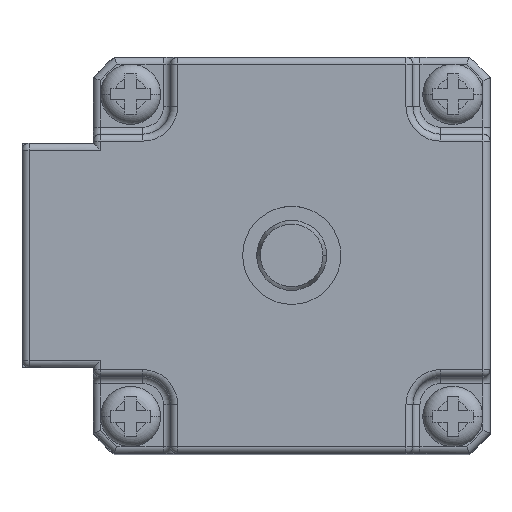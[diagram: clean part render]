
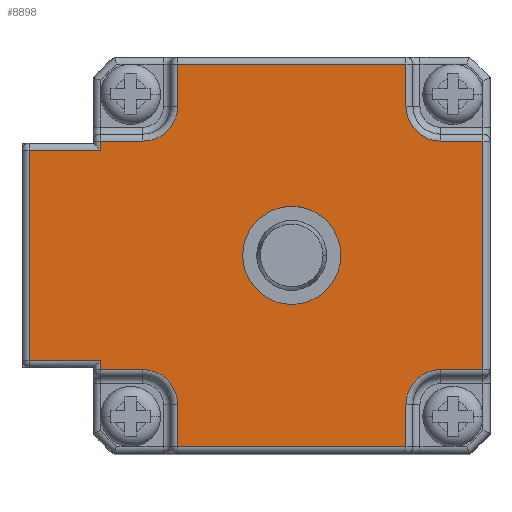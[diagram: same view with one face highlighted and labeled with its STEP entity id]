
A CAD part, top view. The second image highlights one B-rep face of the part: STEP entity #8898.
In plain terms, the highlighted planar face has unit normal (0, 0, 1).
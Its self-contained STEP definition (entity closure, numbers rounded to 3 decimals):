
#463=DIRECTION('',(0.,1.,0.));
#464=VECTOR('',#463,16.3);
#465=CARTESIAN_POINT('',(27.8,-22.3,51.));
#466=LINE('',#465,#464);
#486=DIRECTION('',(1.,0.,0.));
#487=VECTOR('',#486,3.);
#488=CARTESIAN_POINT('',(24.8,-22.3,51.));
#489=LINE('',#488,#487);
#509=DIRECTION('',(0.,1.,0.));
#510=VECTOR('',#509,3.);
#511=CARTESIAN_POINT('',(22.3,-27.8,51.));
#512=LINE('',#511,#510);
#532=DIRECTION('',(1.,0.,0.));
#533=VECTOR('',#532,16.3);
#534=CARTESIAN_POINT('',(6.,-27.8,51.));
#535=LINE('',#534,#533);
#1668=DIRECTION('',(-1.,0.,0.));
#1669=VECTOR('',#1668,16.3);
#1670=CARTESIAN_POINT('',(22.3,-0.5,51.));
#1671=LINE('',#1670,#1669);
#1695=DIRECTION('',(0.,1.,0.));
#1696=VECTOR('',#1695,3.);
#1697=CARTESIAN_POINT('',(22.3,-3.5,51.));
#1698=LINE('',#1697,#1696);
#1711=DIRECTION('',(-1.,0.,0.));
#1712=VECTOR('',#1711,3.);
#1713=CARTESIAN_POINT('',(27.8,-6.,51.));
#1714=LINE('',#1713,#1712);
#1730=CARTESIAN_POINT('',(3.5,-3.5,51.));
#1731=DIRECTION('',(0.,0.,1.));
#1732=DIRECTION('',(0.,-1.,0.));
#1733=AXIS2_PLACEMENT_3D('',#1730,#1731,#1732);
#1735=CARTESIAN_POINT('',(24.8,-3.5,51.));
#1736=DIRECTION('',(0.,0.,1.));
#1737=DIRECTION('',(-1.,0.,0.));
#1738=AXIS2_PLACEMENT_3D('',#1735,#1736,#1737);
#1740=CARTESIAN_POINT('',(24.8,-24.8,51.));
#1741=DIRECTION('',(0.,0.,1.));
#1742=DIRECTION('',(0.,1.,0.));
#1743=AXIS2_PLACEMENT_3D('',#1740,#1741,#1742);
#1745=CARTESIAN_POINT('',(3.5,-24.8,51.));
#1746=DIRECTION('',(0.,0.,1.));
#1747=DIRECTION('',(1.,0.,0.));
#1748=AXIS2_PLACEMENT_3D('',#1745,#1746,#1747);
#1750=CARTESIAN_POINT('',(14.15,-14.15,51.));
#1751=DIRECTION('',(0.,0.,1.));
#1752=DIRECTION('',(1.,0.,0.));
#1753=AXIS2_PLACEMENT_3D('',#1750,#1751,#1752);
#1755=CARTESIAN_POINT('',(14.15,-14.15,51.));
#1756=DIRECTION('',(0.,0.,1.));
#1757=DIRECTION('',(-1.,0.,0.));
#1758=AXIS2_PLACEMENT_3D('',#1755,#1756,#1757);
#1764=DIRECTION('',(1.,0.,0.));
#1765=VECTOR('',#1764,3.);
#1766=CARTESIAN_POINT('',(0.5,-22.3,51.));
#1767=LINE('',#1766,#1765);
#1787=DIRECTION('',(0.,-1.,0.));
#1788=VECTOR('',#1787,3.);
#1789=CARTESIAN_POINT('',(6.,-24.8,51.));
#1790=LINE('',#1789,#1788);
#1822=DIRECTION('',(0.,-1.,0.));
#1823=VECTOR('',#1822,0.65);
#1824=CARTESIAN_POINT('',(0.5,-21.65,51.));
#1825=LINE('',#1824,#1823);
#1830=DIRECTION('',(1.,0.,0.));
#1831=VECTOR('',#1830,5.1);
#1832=CARTESIAN_POINT('',(-4.6,-21.65,51.));
#1833=LINE('',#1832,#1831);
#1862=DIRECTION('',(0.,-1.,0.));
#1863=VECTOR('',#1862,15.);
#1864=CARTESIAN_POINT('',(-4.6,-6.65,51.));
#1865=LINE('',#1864,#1863);
#1885=DIRECTION('',(-1.,0.,0.));
#1886=VECTOR('',#1885,5.1);
#1887=CARTESIAN_POINT('',(0.5,-6.65,51.));
#1888=LINE('',#1887,#1886);
#1893=DIRECTION('',(0.,-1.,0.));
#1894=VECTOR('',#1893,0.65);
#1895=CARTESIAN_POINT('',(0.5,-6.,51.));
#1896=LINE('',#1895,#1894);
#1925=DIRECTION('',(-1.,0.,0.));
#1926=VECTOR('',#1925,3.);
#1927=CARTESIAN_POINT('',(3.5,-6.,51.));
#1928=LINE('',#1927,#1926);
#1948=DIRECTION('',(0.,-1.,0.));
#1949=VECTOR('',#1948,3.);
#1950=CARTESIAN_POINT('',(6.,-0.5,51.));
#1951=LINE('',#1950,#1949);
#5283=CARTESIAN_POINT('',(27.8,-6.,51.));
#5284=VERTEX_POINT('',#5283);
#5285=CARTESIAN_POINT('',(27.8,-22.3,51.));
#5286=VERTEX_POINT('',#5285);
#5287=CARTESIAN_POINT('',(24.8,-22.3,51.));
#5288=VERTEX_POINT('',#5287);
#5289=CARTESIAN_POINT('',(22.3,-24.8,51.));
#5290=VERTEX_POINT('',#5289);
#5291=CARTESIAN_POINT('',(22.3,-27.8,51.));
#5292=VERTEX_POINT('',#5291);
#5293=CARTESIAN_POINT('',(6.,-27.8,51.));
#5294=VERTEX_POINT('',#5293);
#5645=CARTESIAN_POINT('',(6.,-0.5,51.));
#5646=VERTEX_POINT('',#5645);
#5647=CARTESIAN_POINT('',(22.3,-0.5,51.));
#5648=VERTEX_POINT('',#5647);
#5653=CARTESIAN_POINT('',(22.3,-3.5,51.));
#5654=VERTEX_POINT('',#5653);
#5661=CARTESIAN_POINT('',(24.8,-6.,51.));
#5662=VERTEX_POINT('',#5661);
#5663=CARTESIAN_POINT('',(0.5,-22.3,51.));
#5664=CARTESIAN_POINT('',(3.5,-22.3,51.));
#5665=VERTEX_POINT('',#5663);
#5666=VERTEX_POINT('',#5664);
#5667=CARTESIAN_POINT('',(0.5,-21.65,51.));
#5668=VERTEX_POINT('',#5667);
#5669=CARTESIAN_POINT('',(-4.6,-21.65,51.));
#5670=VERTEX_POINT('',#5669);
#5671=CARTESIAN_POINT('',(-4.6,-6.65,51.));
#5672=VERTEX_POINT('',#5671);
#5673=CARTESIAN_POINT('',(0.5,-6.65,51.));
#5674=VERTEX_POINT('',#5673);
#5675=CARTESIAN_POINT('',(0.5,-6.,51.));
#5676=VERTEX_POINT('',#5675);
#5677=CARTESIAN_POINT('',(3.5,-6.,51.));
#5678=VERTEX_POINT('',#5677);
#5679=CARTESIAN_POINT('',(6.,-3.5,51.));
#5680=VERTEX_POINT('',#5679);
#5681=CARTESIAN_POINT('',(6.,-24.8,51.));
#5682=VERTEX_POINT('',#5681);
#5683=CARTESIAN_POINT('',(17.65,-14.15,51.));
#5684=CARTESIAN_POINT('',(10.65,-14.15,51.));
#5685=VERTEX_POINT('',#5683);
#5686=VERTEX_POINT('',#5684);
#8854=CARTESIAN_POINT('',(14.15,-14.15,51.));
#8855=DIRECTION('',(0.,0.,1.));
#8856=DIRECTION('',(1.,0.,0.));
#8857=AXIS2_PLACEMENT_3D('',#8854,#8855,#8856);
#8858=PLANE('',#8857);
#8860=ORIENTED_EDGE('',*,*,#8859,.F.);
#8862=ORIENTED_EDGE('',*,*,#8861,.F.);
#8864=ORIENTED_EDGE('',*,*,#8863,.F.);
#8866=ORIENTED_EDGE('',*,*,#8865,.F.);
#8868=ORIENTED_EDGE('',*,*,#8867,.F.);
#8870=ORIENTED_EDGE('',*,*,#8869,.F.);
#8872=ORIENTED_EDGE('',*,*,#8871,.F.);
#8874=ORIENTED_EDGE('',*,*,#8873,.T.);
#8876=ORIENTED_EDGE('',*,*,#8875,.F.);
#8877=ORIENTED_EDGE('',*,*,#8748,.F.);
#8878=ORIENTED_EDGE('',*,*,#8778,.F.);
#8879=ORIENTED_EDGE('',*,*,#8849,.T.);
#8880=ORIENTED_EDGE('',*,*,#8836,.F.);
#8881=ORIENTED_EDGE('',*,*,#7098,.F.);
#8882=ORIENTED_EDGE('',*,*,#7124,.F.);
#8883=ORIENTED_EDGE('',*,*,#7138,.T.);
#8884=ORIENTED_EDGE('',*,*,#7152,.F.);
#8885=ORIENTED_EDGE('',*,*,#7178,.F.);
#8887=ORIENTED_EDGE('',*,*,#8886,.F.);
#8889=ORIENTED_EDGE('',*,*,#8888,.T.);
#8890=EDGE_LOOP('',(#8860,#8862,#8864,#8866,#8868,#8870,#8872,#8874,#8876,#8877,
#8878,#8879,#8880,#8881,#8882,#8883,#8884,#8885,#8887,#8889));
#8891=FACE_OUTER_BOUND('',#8890,.F.);
#8893=ORIENTED_EDGE('',*,*,#8892,.T.);
#8895=ORIENTED_EDGE('',*,*,#8894,.T.);
#8896=EDGE_LOOP('',(#8893,#8895));
#8897=FACE_BOUND('',#8896,.F.);
#8898=ADVANCED_FACE('',(#8891,#8897),#8858,.T.);
#1734=CIRCLE('',#1733,2.5);
#1739=CIRCLE('',#1738,2.5);
#1744=CIRCLE('',#1743,2.5);
#1749=CIRCLE('',#1748,2.5);
#1754=CIRCLE('',#1753,3.5);
#1759=CIRCLE('',#1758,3.5);
#7098=EDGE_CURVE('',#5286,#5284,#466,.T.);
#7124=EDGE_CURVE('',#5288,#5286,#489,.T.);
#7138=EDGE_CURVE('',#5288,#5290,#1744,.T.);
#7152=EDGE_CURVE('',#5292,#5290,#512,.T.);
#7178=EDGE_CURVE('',#5294,#5292,#535,.T.);
#8748=EDGE_CURVE('',#5648,#5646,#1671,.T.);
#8778=EDGE_CURVE('',#5654,#5648,#1698,.T.);
#8836=EDGE_CURVE('',#5284,#5662,#1714,.T.);
#8849=EDGE_CURVE('',#5654,#5662,#1739,.T.);
#8859=EDGE_CURVE('',#5665,#5666,#1767,.T.);
#8861=EDGE_CURVE('',#5668,#5665,#1825,.T.);
#8863=EDGE_CURVE('',#5670,#5668,#1833,.T.);
#8865=EDGE_CURVE('',#5672,#5670,#1865,.T.);
#8867=EDGE_CURVE('',#5674,#5672,#1888,.T.);
#8869=EDGE_CURVE('',#5676,#5674,#1896,.T.);
#8871=EDGE_CURVE('',#5678,#5676,#1928,.T.);
#8873=EDGE_CURVE('',#5678,#5680,#1734,.T.);
#8875=EDGE_CURVE('',#5646,#5680,#1951,.T.);
#8886=EDGE_CURVE('',#5682,#5294,#1790,.T.);
#8888=EDGE_CURVE('',#5682,#5666,#1749,.T.);
#8892=EDGE_CURVE('',#5685,#5686,#1754,.T.);
#8894=EDGE_CURVE('',#5686,#5685,#1759,.T.);
